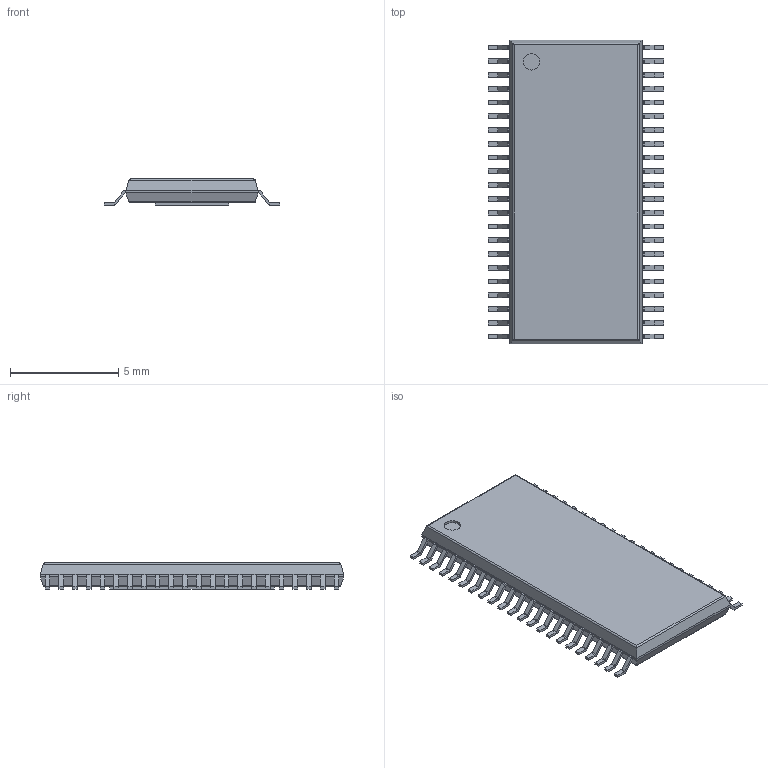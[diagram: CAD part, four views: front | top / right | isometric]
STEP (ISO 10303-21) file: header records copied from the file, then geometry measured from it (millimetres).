
FILE_DESCRIPTION(('FreeCAD Model'),'2;1');
FILE_NAME('18523710.1.1.stp','2023-08-21T05:24:11',( 'Author'),(''),'Open CASCADE STEP processor 6.9','FreeCAD','Unknown' );
FILE_SCHEMA(('AUTOMOTIVE_DESIGN { 1 0 10303 214 1 1 1 1 }'));
Length unit declared in the file: millimetre
Products named in the file (4): ASSEMBLY; Body; PinsArrayLR; ThermalPad
Assembly tree (3 placements, depth 2):
  ASSEMBLY
    Body
    PinsArrayLR
    ThermalPad
Bounding box: 8.1 x 14 x 1.2 mm (x, y, z)
Volume: 94.7 mm3; surface area: 295.3 mm2
Topology: 46 solids, 46 shells, 602 faces, 1511 edges, 1002 vertices
Faces by surface type: plane 461, cylinder 141
Full cylindrical faces by diameter (mm): 0.762 x1
Entity records: 38297 total; most frequent: CARTESIAN_POINT 7153, DIRECTION 5779, LINE 3885, VECTOR 3885, ORIENTED_EDGE 3022, PCURVE 3022, DEFINITIONAL_REPRESENTATION 3022, EDGE_CURVE 1511
